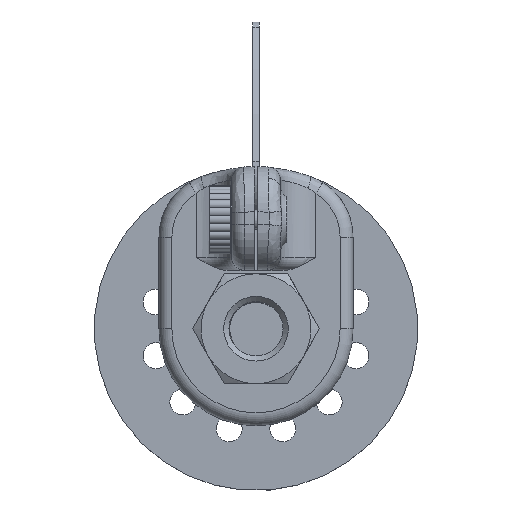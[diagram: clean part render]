
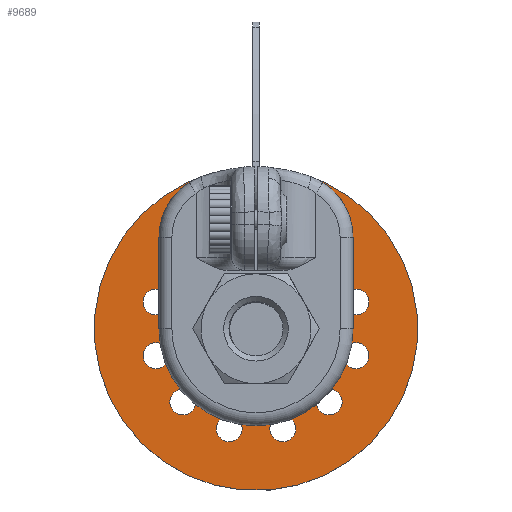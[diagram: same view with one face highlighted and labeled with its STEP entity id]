
A CAD part, top view. The second image highlights one B-rep face of the part: STEP entity #9689.
In plain terms, the highlighted planar face has unit normal (0, 0, 1).
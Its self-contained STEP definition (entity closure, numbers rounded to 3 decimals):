
#333=FACE_BOUND('',#2340,.T.);
#334=FACE_BOUND('',#2341,.T.);
#335=FACE_BOUND('',#2342,.T.);
#336=FACE_BOUND('',#2343,.T.);
#337=FACE_BOUND('',#2344,.T.);
#338=FACE_BOUND('',#2345,.T.);
#339=FACE_BOUND('',#2346,.T.);
#340=FACE_BOUND('',#2347,.T.);
#341=FACE_BOUND('',#2348,.T.);
#342=FACE_BOUND('',#2349,.T.);
#343=FACE_BOUND('',#2350,.T.);
#344=FACE_BOUND('',#2351,.T.);
#345=FACE_BOUND('',#2352,.T.);
#346=FACE_BOUND('',#2353,.T.);
#490=PLANE('',#10340);
#1753=FACE_OUTER_BOUND('',#2339,.T.);
#2339=EDGE_LOOP('',(#8842));
#2340=EDGE_LOOP('',(#8843));
#2341=EDGE_LOOP('',(#8844));
#2342=EDGE_LOOP('',(#8845));
#2343=EDGE_LOOP('',(#8846));
#2344=EDGE_LOOP('',(#8847));
#2345=EDGE_LOOP('',(#8848));
#2346=EDGE_LOOP('',(#8849));
#2347=EDGE_LOOP('',(#8850));
#2348=EDGE_LOOP('',(#8851));
#2349=EDGE_LOOP('',(#8852));
#2350=EDGE_LOOP('',(#8853));
#2351=EDGE_LOOP('',(#8854));
#2352=EDGE_LOOP('',(#8855));
#2353=EDGE_LOOP('',(#8856));
#3856=CIRCLE('',#10317,2.);
#3857=CIRCLE('',#10319,5.);
#3873=CIRCLE('',#10337,2.);
#3874=CIRCLE('',#10339,25.);
#3875=CIRCLE('',#10341,2.);
#3876=CIRCLE('',#10342,2.);
#3877=CIRCLE('',#10343,2.);
#3878=CIRCLE('',#10344,2.);
#3879=CIRCLE('',#10345,2.);
#3880=CIRCLE('',#10346,2.);
#3881=CIRCLE('',#10347,2.);
#3882=CIRCLE('',#10348,2.);
#3883=CIRCLE('',#10349,2.);
#3884=CIRCLE('',#10350,2.);
#3885=CIRCLE('',#10351,2.);
#4722=VERTEX_POINT('',#19775);
#4723=VERTEX_POINT('',#19779);
#4739=VERTEX_POINT('',#19814);
#4740=VERTEX_POINT('',#19818);
#4741=VERTEX_POINT('',#19822);
#4742=VERTEX_POINT('',#19824);
#4743=VERTEX_POINT('',#19826);
#4744=VERTEX_POINT('',#19828);
#4745=VERTEX_POINT('',#19830);
#4746=VERTEX_POINT('',#19832);
#4747=VERTEX_POINT('',#19834);
#4748=VERTEX_POINT('',#19836);
#4749=VERTEX_POINT('',#19838);
#4750=VERTEX_POINT('',#19840);
#4751=VERTEX_POINT('',#19842);
#6107=EDGE_CURVE('',#4722,#4722,#3856,.T.);
#6108=EDGE_CURVE('',#4723,#4723,#3857,.T.);
#6125=EDGE_CURVE('',#4739,#4739,#3873,.T.);
#6127=EDGE_CURVE('',#4740,#4740,#3874,.T.);
#6129=EDGE_CURVE('',#4741,#4741,#3875,.T.);
#6130=EDGE_CURVE('',#4742,#4742,#3876,.T.);
#6131=EDGE_CURVE('',#4743,#4743,#3877,.T.);
#6132=EDGE_CURVE('',#4744,#4744,#3878,.T.);
#6133=EDGE_CURVE('',#4745,#4745,#3879,.T.);
#6134=EDGE_CURVE('',#4746,#4746,#3880,.T.);
#6135=EDGE_CURVE('',#4747,#4747,#3881,.T.);
#6136=EDGE_CURVE('',#4748,#4748,#3882,.T.);
#6137=EDGE_CURVE('',#4749,#4749,#3883,.T.);
#6138=EDGE_CURVE('',#4750,#4750,#3884,.T.);
#6139=EDGE_CURVE('',#4751,#4751,#3885,.T.);
#8842=ORIENTED_EDGE('',*,*,#6127,.T.);
#8843=ORIENTED_EDGE('',*,*,#6107,.T.);
#8844=ORIENTED_EDGE('',*,*,#6108,.T.);
#8845=ORIENTED_EDGE('',*,*,#6129,.T.);
#8846=ORIENTED_EDGE('',*,*,#6130,.T.);
#8847=ORIENTED_EDGE('',*,*,#6131,.T.);
#8848=ORIENTED_EDGE('',*,*,#6132,.T.);
#8849=ORIENTED_EDGE('',*,*,#6133,.T.);
#8850=ORIENTED_EDGE('',*,*,#6134,.T.);
#8851=ORIENTED_EDGE('',*,*,#6135,.T.);
#8852=ORIENTED_EDGE('',*,*,#6136,.T.);
#8853=ORIENTED_EDGE('',*,*,#6137,.T.);
#8854=ORIENTED_EDGE('',*,*,#6138,.T.);
#8855=ORIENTED_EDGE('',*,*,#6139,.T.);
#8856=ORIENTED_EDGE('',*,*,#6125,.T.);
#9689=ADVANCED_FACE('',(#1753,#333,#334,#335,#336,#337,#338,#339,#340,#341,
#342,#343,#344,#345,#346),#490,.T.);
#10317=AXIS2_PLACEMENT_3D('',#19777,#11904,#11905);
#10319=AXIS2_PLACEMENT_3D('',#19780,#11908,#11909);
#10337=AXIS2_PLACEMENT_3D('',#19815,#11945,#11946);
#10339=AXIS2_PLACEMENT_3D('',#19819,#11950,#11951);
#10340=AXIS2_PLACEMENT_3D('',#19821,#11953,#11954);
#10341=AXIS2_PLACEMENT_3D('',#19823,#11955,#11956);
#10342=AXIS2_PLACEMENT_3D('',#19825,#11957,#11958);
#10343=AXIS2_PLACEMENT_3D('',#19827,#11959,#11960);
#10344=AXIS2_PLACEMENT_3D('',#19829,#11961,#11962);
#10345=AXIS2_PLACEMENT_3D('',#19831,#11963,#11964);
#10346=AXIS2_PLACEMENT_3D('',#19833,#11965,#11966);
#10347=AXIS2_PLACEMENT_3D('',#19835,#11967,#11968);
#10348=AXIS2_PLACEMENT_3D('',#19837,#11969,#11970);
#10349=AXIS2_PLACEMENT_3D('',#19839,#11971,#11972);
#10350=AXIS2_PLACEMENT_3D('',#19841,#11973,#11974);
#10351=AXIS2_PLACEMENT_3D('',#19843,#11975,#11976);
#11904=DIRECTION('center_axis',(0.,0.,-1.));
#11905=DIRECTION('ref_axis',(1.,0.,0.));
#11908=DIRECTION('center_axis',(0.,0.,-1.));
#11909=DIRECTION('ref_axis',(1.,0.,0.));
#11945=DIRECTION('center_axis',(0.,0.,-1.));
#11946=DIRECTION('ref_axis',(-1.,0.,0.));
#11950=DIRECTION('center_axis',(0.,0.,1.));
#11951=DIRECTION('ref_axis',(-1.,0.,0.));
#11953=DIRECTION('center_axis',(0.,0.,1.));
#11954=DIRECTION('ref_axis',(-1.,0.,0.));
#11955=DIRECTION('center_axis',(0.,0.,-1.));
#11956=DIRECTION('ref_axis',(-0.866,-0.5,0.));
#11957=DIRECTION('center_axis',(0.,0.,-1.));
#11958=DIRECTION('ref_axis',(-0.5,-0.866,0.));
#11959=DIRECTION('center_axis',(0.,0.,-1.));
#11960=DIRECTION('ref_axis',(0.,-1.,0.));
#11961=DIRECTION('center_axis',(0.,0.,-1.));
#11962=DIRECTION('ref_axis',(0.5,-0.866,0.));
#11963=DIRECTION('center_axis',(0.,0.,-1.));
#11964=DIRECTION('ref_axis',(0.866,-0.5,0.));
#11965=DIRECTION('center_axis',(0.,0.,-1.));
#11966=DIRECTION('ref_axis',(1.,0.,0.));
#11967=DIRECTION('center_axis',(0.,0.,-1.));
#11968=DIRECTION('ref_axis',(0.866,0.5,0.));
#11969=DIRECTION('center_axis',(0.,0.,-1.));
#11970=DIRECTION('ref_axis',(0.5,0.866,0.));
#11971=DIRECTION('center_axis',(0.,0.,-1.));
#11972=DIRECTION('ref_axis',(0.,1.,0.));
#11973=DIRECTION('center_axis',(0.,0.,-1.));
#11974=DIRECTION('ref_axis',(-0.5,0.866,0.));
#11975=DIRECTION('center_axis',(0.,0.,-1.));
#11976=DIRECTION('ref_axis',(-0.866,0.5,0.));
#19775=CARTESIAN_POINT('',(-7.176,19.319,23.2));
#19777=CARTESIAN_POINT('Origin',(-5.176,19.319,23.2));
#19779=CARTESIAN_POINT('',(-5.,0.,23.2));
#19780=CARTESIAN_POINT('Origin',(0.,0.,
23.2));
#19814=CARTESIAN_POINT('',(2.,16.,23.2));
#19815=CARTESIAN_POINT('Origin',(0.,16.,23.2));
#19818=CARTESIAN_POINT('',(25.,0.,23.2));
#19819=CARTESIAN_POINT('Origin',(0.,0.,23.2));
#19821=CARTESIAN_POINT('Origin',(0.,0.,23.2));
#19822=CARTESIAN_POINT('',(-6.268,14.856,23.2));
#19823=CARTESIAN_POINT('Origin',(-8.,13.856,23.2));
#19824=CARTESIAN_POINT('',(-12.856,9.732,23.2));
#19825=CARTESIAN_POINT('Origin',(-13.856,8.,23.2));
#19826=CARTESIAN_POINT('',(-16.,2.,23.2));
#19827=CARTESIAN_POINT('Origin',(-16.,0.,23.2));
#19828=CARTESIAN_POINT('',(-14.856,-6.268,23.2));
#19829=CARTESIAN_POINT('Origin',(-13.856,-8.,23.2));
#19830=CARTESIAN_POINT('',(-9.732,-12.856,23.2));
#19831=CARTESIAN_POINT('Origin',(-8.,-13.856,23.2));
#19832=CARTESIAN_POINT('',(-2.,-16.,23.2));
#19833=CARTESIAN_POINT('Origin',(0.,-16.,23.2));
#19834=CARTESIAN_POINT('',(6.268,-14.856,23.2));
#19835=CARTESIAN_POINT('Origin',(8.,-13.856,23.2));
#19836=CARTESIAN_POINT('',(12.856,-9.732,23.2));
#19837=CARTESIAN_POINT('Origin',(13.856,-8.,23.2));
#19838=CARTESIAN_POINT('',(16.,-2.,23.2));
#19839=CARTESIAN_POINT('Origin',(16.,0.,23.2));
#19840=CARTESIAN_POINT('',(14.856,6.268,23.2));
#19841=CARTESIAN_POINT('Origin',(13.856,8.,23.2));
#19842=CARTESIAN_POINT('',(9.732,12.856,23.2));
#19843=CARTESIAN_POINT('Origin',(8.,13.856,23.2));
